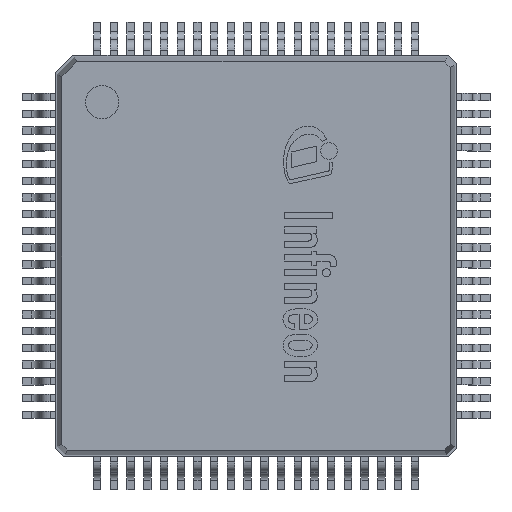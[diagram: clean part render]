
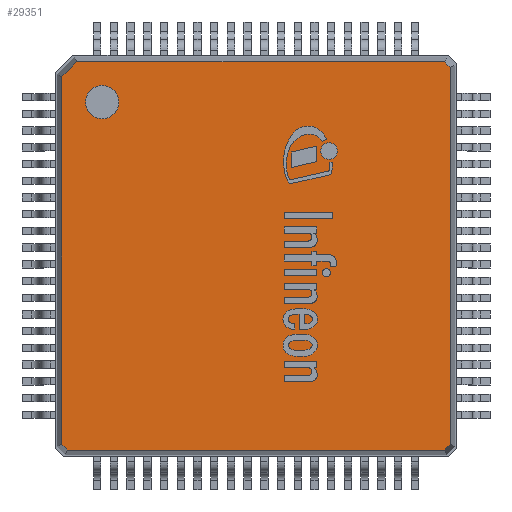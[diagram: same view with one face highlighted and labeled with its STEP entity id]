
A CAD part, top view. The second image highlights one B-rep face of the part: STEP entity #29351.
In plain terms, the highlighted planar face has unit normal (0, 0, 1).
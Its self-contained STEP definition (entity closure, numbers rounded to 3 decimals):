
#83=FACE_BOUND('',#3356,.T.);
#93=CIRCLE('',#31116,0.5);
#1681=FACE_OUTER_BOUND('',#3355,.T.);
#3355=EDGE_LOOP('',(#19384,#19385,#19386,#19387,#19388,#19389,#19390,#19391));
#3356=EDGE_LOOP('',(#19392));
#5046=LINE('',#42369,#8505);
#5050=LINE('',#42376,#8509);
#5053=LINE('',#42382,#8512);
#5056=LINE('',#42388,#8515);
#5059=LINE('',#42394,#8518);
#5062=LINE('',#42400,#8521);
#5065=LINE('',#42406,#8524);
#5067=LINE('',#42409,#8526);
#8505=VECTOR('',#33741,1000.);
#8509=VECTOR('',#33747,1000.);
#8512=VECTOR('',#33752,1000.);
#8515=VECTOR('',#33757,1000.);
#8518=VECTOR('',#33762,1000.);
#8521=VECTOR('',#33767,1000.);
#8524=VECTOR('',#33772,1000.);
#8526=VECTOR('',#33776,1000.);
#11954=VERTEX_POINT('',#42359);
#11957=VERTEX_POINT('',#42366);
#11958=VERTEX_POINT('',#42368);
#11960=VERTEX_POINT('',#42374);
#11962=VERTEX_POINT('',#42380);
#11964=VERTEX_POINT('',#42386);
#11966=VERTEX_POINT('',#42392);
#11968=VERTEX_POINT('',#42398);
#11970=VERTEX_POINT('',#42404);
#14907=EDGE_CURVE('',#11954,#11954,#93,.T.);
#14910=EDGE_CURVE('',#11958,#11957,#5046,.T.);
#14914=EDGE_CURVE('',#11957,#11960,#5050,.T.);
#14917=EDGE_CURVE('',#11960,#11962,#5053,.T.);
#14920=EDGE_CURVE('',#11962,#11964,#5056,.T.);
#14923=EDGE_CURVE('',#11964,#11966,#5059,.T.);
#14926=EDGE_CURVE('',#11966,#11968,#5062,.T.);
#14929=EDGE_CURVE('',#11968,#11970,#5065,.T.);
#14931=EDGE_CURVE('',#11970,#11958,#5067,.T.);
#19384=ORIENTED_EDGE('',*,*,#14910,.T.);
#19385=ORIENTED_EDGE('',*,*,#14914,.T.);
#19386=ORIENTED_EDGE('',*,*,#14917,.T.);
#19387=ORIENTED_EDGE('',*,*,#14920,.T.);
#19388=ORIENTED_EDGE('',*,*,#14923,.T.);
#19389=ORIENTED_EDGE('',*,*,#14926,.T.);
#19390=ORIENTED_EDGE('',*,*,#14929,.T.);
#19391=ORIENTED_EDGE('',*,*,#14931,.T.);
#19392=ORIENTED_EDGE('',*,*,#14907,.F.);
#28156=PLANE('',#31125);
#29351=ADVANCED_FACE('',(#1681,#83),#28156,.T.);
#31116=AXIS2_PLACEMENT_3D('',#42361,#33735,#33736);
#31125=AXIS2_PLACEMENT_3D('',#42410,#33777,#33778);
#33735=DIRECTION('center_axis',(0.,0.,1.));
#33736=DIRECTION('ref_axis',(0.,-1.,0.));
#33741=DIRECTION('',(-1.,0.,0.));
#33747=DIRECTION('',(-0.707,-0.707,0.));
#33752=DIRECTION('',(0.,-1.,0.));
#33757=DIRECTION('',(0.707,-0.707,0.));
#33762=DIRECTION('',(1.,0.,0.));
#33767=DIRECTION('',(0.707,0.707,0.));
#33772=DIRECTION('',(0.,1.,0.));
#33776=DIRECTION('',(-0.707,0.707,0.));
#33777=DIRECTION('center_axis',(0.,0.,1.));
#33778=DIRECTION('ref_axis',(0.,-1.,0.));
#42359=CARTESIAN_POINT('',(-4.6,5.1,1.6));
#42361=CARTESIAN_POINT('Origin',(-4.6,4.6,1.6));
#42366=CARTESIAN_POINT('',(-5.366,5.807,1.6));
#42368=CARTESIAN_POINT('',(5.641,5.807,1.6));
#42369=CARTESIAN_POINT('',(5.7,5.807,1.6));
#42374=CARTESIAN_POINT('',(-5.807,5.366,1.6));
#42376=CARTESIAN_POINT('',(-5.324,5.849,1.6));
#42380=CARTESIAN_POINT('',(-5.807,-5.641,1.6));
#42382=CARTESIAN_POINT('',(-5.807,5.425,1.6));
#42386=CARTESIAN_POINT('',(-5.641,-5.807,1.6));
#42388=CARTESIAN_POINT('',(-5.849,-5.599,1.6));
#42392=CARTESIAN_POINT('',(5.641,-5.807,1.6));
#42394=CARTESIAN_POINT('',(5.7,-5.807,1.6));
#42398=CARTESIAN_POINT('',(5.807,-5.641,1.6));
#42400=CARTESIAN_POINT('',(5.849,-5.599,1.6));
#42404=CARTESIAN_POINT('',(5.807,5.641,1.6));
#42406=CARTESIAN_POINT('',(5.807,5.7,1.6));
#42409=CARTESIAN_POINT('',(5.599,5.849,1.6));
#42410=CARTESIAN_POINT('Origin',(0.,0.,1.6));
